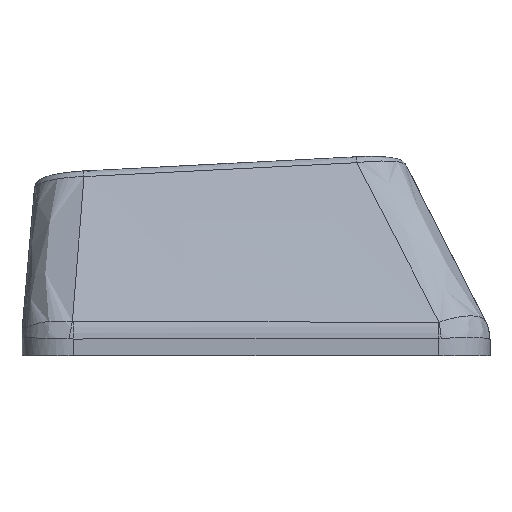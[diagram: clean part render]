
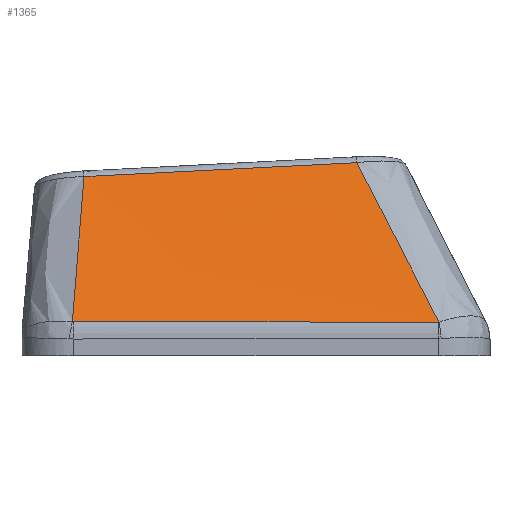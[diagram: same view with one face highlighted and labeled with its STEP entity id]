
A CAD part, left-side view. The second image highlights one B-rep face of the part: STEP entity #1365.
In plain terms, the highlighted free-form (B-spline) face has degree [3, 3] with [4, 4] control points.
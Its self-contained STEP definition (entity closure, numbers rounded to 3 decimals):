
#109=B_SPLINE_SURFACE_WITH_KNOTS('',3,3,((#2833,#2834,#2835,#2836),(#2837,
#2838,#2839,#2840),(#2841,#2842,#2843,#2844),(#2845,#2846,#2847,#2848)),
 .UNSPECIFIED.,.F.,.F.,.F.,(4,4),(4,4),(0.107,0.899),
(0.04,0.956),.UNSPECIFIED.);
#275=FACE_OUTER_BOUND('',#354,.T.);
#354=EDGE_LOOP('',(#1078,#1079,#1080,#1081,#1082,#1083));
#447=B_SPLINE_CURVE_WITH_KNOTS('',3,(#2206,#2207,#2208,#2209),
 .UNSPECIFIED.,.F.,.F.,(4,4),(0.,0.003),
 .UNSPECIFIED.);
#448=B_SPLINE_CURVE_WITH_KNOTS('',3,(#2227,#2228,#2229,#2230),
 .UNSPECIFIED.,.F.,.F.,(4,4),(-1.416,0.),.UNSPECIFIED.);
#451=B_SPLINE_CURVE_WITH_KNOTS('',3,(#2260,#2261,#2262,#2263),
 .UNSPECIFIED.,.F.,.F.,(4,4),(0.,0.004),.UNSPECIFIED.);
#462=B_SPLINE_CURVE_WITH_KNOTS('',3,(#2491,#2492,#2493,#2494),
 .UNSPECIFIED.,.F.,.F.,(4,4),(0.033,0.785),
 .UNSPECIFIED.);
#476=B_SPLINE_CURVE_WITH_KNOTS('',3,(#2763,#2764,#2765,#2766),
 .UNSPECIFIED.,.F.,.F.,(4,4),(0.,1.059),.UNSPECIFIED.);
#481=B_SPLINE_CURVE_WITH_KNOTS('',3,(#2849,#2850,#2851,#2852),
 .UNSPECIFIED.,.F.,.F.,(4,4),(-0.661,-0.029),
 .UNSPECIFIED.);
#574=VERTEX_POINT('',#2168);
#576=VERTEX_POINT('',#2199);
#578=VERTEX_POINT('',#2226);
#580=VERTEX_POINT('',#2253);
#596=VERTEX_POINT('',#2484);
#608=VERTEX_POINT('',#2761);
#732=EDGE_CURVE('',#574,#576,#447,.T.);
#733=EDGE_CURVE('',#576,#578,#448,.T.);
#738=EDGE_CURVE('',#578,#580,#451,.T.);
#764=EDGE_CURVE('',#596,#574,#462,.T.);
#785=EDGE_CURVE('',#608,#596,#476,.T.);
#791=EDGE_CURVE('',#580,#608,#481,.T.);
#1078=ORIENTED_EDGE('',*,*,#732,.F.);
#1079=ORIENTED_EDGE('',*,*,#764,.F.);
#1080=ORIENTED_EDGE('',*,*,#785,.F.);
#1081=ORIENTED_EDGE('',*,*,#791,.F.);
#1082=ORIENTED_EDGE('',*,*,#738,.F.);
#1083=ORIENTED_EDGE('',*,*,#733,.F.);
#1365=ADVANCED_FACE('',(#275),#109,.F.);
#2168=CARTESIAN_POINT('',(-13.706,-7.107,0.299));
#2199=CARTESIAN_POINT('',(-13.706,-7.079,0.298));
#2206=CARTESIAN_POINT('Ctrl Pts',(-13.706,-7.107,0.299));
#2207=CARTESIAN_POINT('Ctrl Pts',(-13.706,-7.098,0.298));
#2208=CARTESIAN_POINT('Ctrl Pts',(-13.706,-7.088,0.298));
#2209=CARTESIAN_POINT('Ctrl Pts',(-13.706,-7.079,0.298));
#2226=CARTESIAN_POINT('',(-13.683,7.082,0.318));
#2227=CARTESIAN_POINT('Ctrl Pts',(-13.706,-7.079,0.298));
#2228=CARTESIAN_POINT('Ctrl Pts',(-13.699,-2.359,0.304));
#2229=CARTESIAN_POINT('Ctrl Pts',(-13.692,2.361,0.311));
#2230=CARTESIAN_POINT('Ctrl Pts',(-13.683,7.082,0.318));
#2253=CARTESIAN_POINT('',(-13.681,7.125,0.322));
#2260=CARTESIAN_POINT('Ctrl Pts',(-13.683,7.082,0.318));
#2261=CARTESIAN_POINT('Ctrl Pts',(-13.683,7.096,0.318));
#2262=CARTESIAN_POINT('Ctrl Pts',(-13.683,7.111,0.319));
#2263=CARTESIAN_POINT('Ctrl Pts',(-13.681,7.125,0.322));
#2484=CARTESIAN_POINT('',(-10.856,-3.904,6.486));
#2491=CARTESIAN_POINT('Ctrl Pts',(-10.856,-3.904,6.486));
#2492=CARTESIAN_POINT('Ctrl Pts',(-11.809,-4.974,4.426));
#2493=CARTESIAN_POINT('Ctrl Pts',(-12.758,-6.041,2.363));
#2494=CARTESIAN_POINT('Ctrl Pts',(-13.706,-7.107,0.299));
#2761=CARTESIAN_POINT('',(-10.862,6.675,5.948));
#2763=CARTESIAN_POINT('Ctrl Pts',(-10.862,6.675,5.948));
#2764=CARTESIAN_POINT('Ctrl Pts',(-10.86,3.149,6.127));
#2765=CARTESIAN_POINT('Ctrl Pts',(-10.858,-0.378,
6.306));
#2766=CARTESIAN_POINT('Ctrl Pts',(-10.856,-3.904,6.486));
#2833=CARTESIAN_POINT('Ctrl Pts',(-10.856,7.033,5.942));
#2834=CARTESIAN_POINT('Ctrl Pts',(-11.806,7.064,4.052));
#2835=CARTESIAN_POINT('Ctrl Pts',(-12.756,7.095,2.162));
#2836=CARTESIAN_POINT('Ctrl Pts',(-13.706,7.126,0.272));
#2837=CARTESIAN_POINT('Ctrl Pts',(-10.856,3.262,6.13));
#2838=CARTESIAN_POINT('Ctrl Pts',(-11.806,2.969,4.18));
#2839=CARTESIAN_POINT('Ctrl Pts',(-12.756,2.675,2.23));
#2840=CARTESIAN_POINT('Ctrl Pts',(-13.706,2.382,0.28));
#2841=CARTESIAN_POINT('Ctrl Pts',(-10.856,-0.508,
6.317));
#2842=CARTESIAN_POINT('Ctrl Pts',(-11.806,-1.127,4.308));
#2843=CARTESIAN_POINT('Ctrl Pts',(-12.756,-1.745,2.298));
#2844=CARTESIAN_POINT('Ctrl Pts',(-13.706,-2.363,0.289));
#2845=CARTESIAN_POINT('Ctrl Pts',(-10.856,-4.279,6.505));
#2846=CARTESIAN_POINT('Ctrl Pts',(-11.806,-5.222,4.436));
#2847=CARTESIAN_POINT('Ctrl Pts',(-12.756,-6.164,2.367));
#2848=CARTESIAN_POINT('Ctrl Pts',(-13.706,-7.107,0.298));
#2849=CARTESIAN_POINT('Ctrl Pts',(-13.681,7.125,0.322));
#2850=CARTESIAN_POINT('Ctrl Pts',(-12.739,6.973,2.196));
#2851=CARTESIAN_POINT('Ctrl Pts',(-11.799,6.822,4.072));
#2852=CARTESIAN_POINT('Ctrl Pts',(-10.862,6.675,5.948));
